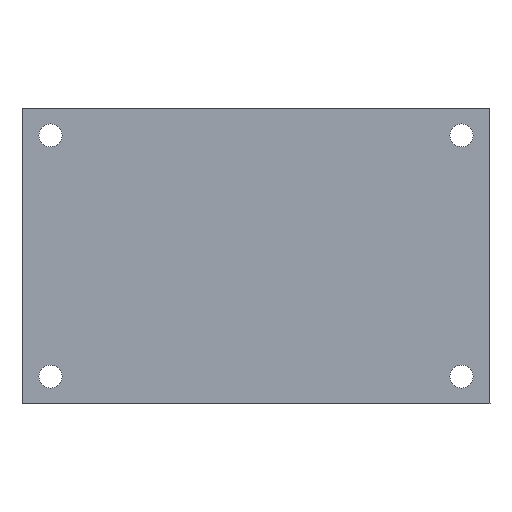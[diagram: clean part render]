
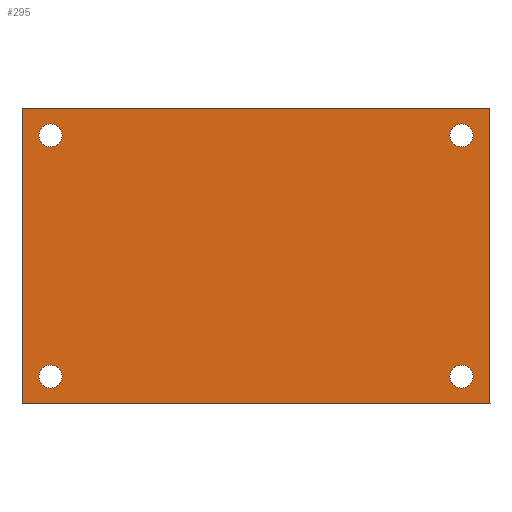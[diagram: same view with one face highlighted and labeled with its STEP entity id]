
A CAD part, top view. The second image highlights one B-rep face of the part: STEP entity #295.
In plain terms, the highlighted planar face has unit normal (0, 0, 1).
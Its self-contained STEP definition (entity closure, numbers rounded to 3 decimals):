
#203=AXIS2_PLACEMENT_3D('Plane Axis2P3D',#200,#201,#202) ;
#225=AXIS2_PLACEMENT_3D('Circle Axis2P3D',#223,#224,$) ;
#234=AXIS2_PLACEMENT_3D('Circle Axis2P3D',#232,#233,$) ;
#243=AXIS2_PLACEMENT_3D('Circle Axis2P3D',#241,#242,$) ;
#252=AXIS2_PLACEMENT_3D('Circle Axis2P3D',#250,#251,$) ;
#261=AXIS2_PLACEMENT_3D('Circle Axis2P3D',#259,#260,$) ;
#270=AXIS2_PLACEMENT_3D('Circle Axis2P3D',#268,#269,$) ;
#279=AXIS2_PLACEMENT_3D('Circle Axis2P3D',#277,#278,$) ;
#288=AXIS2_PLACEMENT_3D('Circle Axis2P3D',#286,#287,$) ;
#51=CARTESIAN_POINT('Vertex',(0.,54.,0.8)) ;
#54=CARTESIAN_POINT('Line Origine',(42.7,54.,0.8)) ;
#58=CARTESIAN_POINT('Vertex',(85.4,54.,0.8)) ;
#185=CARTESIAN_POINT('Vertex',(0.,0.,0.8)) ;
#188=CARTESIAN_POINT('Line Origine',(0.,27.,0.8)) ;
#200=CARTESIAN_POINT('Axis2P3D Location',(42.7,27.,0.8)) ;
#205=CARTESIAN_POINT('Line Origine',(42.7,0.,0.8)) ;
#209=CARTESIAN_POINT('Vertex',(85.4,0.,0.8)) ;
#212=CARTESIAN_POINT('Line Origine',(85.4,27.,0.8)) ;
#223=CARTESIAN_POINT('Axis2P3D Location',(5.2,5.,0.8)) ;
#227=CARTESIAN_POINT('Vertex',(5.2,2.9,0.8)) ;
#229=CARTESIAN_POINT('Vertex',(5.2,7.1,0.8)) ;
#232=CARTESIAN_POINT('Axis2P3D Location',(5.2,5.,0.8)) ;
#241=CARTESIAN_POINT('Axis2P3D Location',(5.2,49.,0.8)) ;
#245=CARTESIAN_POINT('Vertex',(5.2,46.9,0.8)) ;
#247=CARTESIAN_POINT('Vertex',(5.2,51.1,0.8)) ;
#250=CARTESIAN_POINT('Axis2P3D Location',(5.2,49.,0.8)) ;
#259=CARTESIAN_POINT('Axis2P3D Location',(80.2,5.,0.8)) ;
#263=CARTESIAN_POINT('Vertex',(80.2,2.9,0.8)) ;
#265=CARTESIAN_POINT('Vertex',(80.2,7.1,0.8)) ;
#268=CARTESIAN_POINT('Axis2P3D Location',(80.2,5.,0.8)) ;
#277=CARTESIAN_POINT('Axis2P3D Location',(80.2,49.,0.8)) ;
#281=CARTESIAN_POINT('Vertex',(80.2,46.9,0.8)) ;
#283=CARTESIAN_POINT('Vertex',(80.2,51.1,0.8)) ;
#286=CARTESIAN_POINT('Axis2P3D Location',(80.2,49.,0.8)) ;
#55=DIRECTION('Vector Direction',(-1.,0.,0.)) ;
#189=DIRECTION('Vector Direction',(0.,1.,0.)) ;
#201=DIRECTION('Axis2P3D Direction',(0.,0.,1.)) ;
#202=DIRECTION('Axis2P3D XDirection',(0.,-1.,0.)) ;
#206=DIRECTION('Vector Direction',(1.,0.,0.)) ;
#213=DIRECTION('Vector Direction',(0.,-1.,0.)) ;
#224=DIRECTION('Axis2P3D Direction',(0.,0.,1.)) ;
#233=DIRECTION('Axis2P3D Direction',(0.,0.,1.)) ;
#242=DIRECTION('Axis2P3D Direction',(0.,0.,1.)) ;
#251=DIRECTION('Axis2P3D Direction',(0.,0.,1.)) ;
#260=DIRECTION('Axis2P3D Direction',(0.,0.,1.)) ;
#269=DIRECTION('Axis2P3D Direction',(0.,0.,1.)) ;
#278=DIRECTION('Axis2P3D Direction',(0.,0.,1.)) ;
#287=DIRECTION('Axis2P3D Direction',(0.,0.,1.)) ;
#56=VECTOR('Line Direction',#55,1.) ;
#190=VECTOR('Line Direction',#189,1.) ;
#207=VECTOR('Line Direction',#206,1.) ;
#214=VECTOR('Line Direction',#213,1.) ;
#218=ORIENTED_EDGE('',*,*,#60,.T.) ;
#219=ORIENTED_EDGE('',*,*,#192,.T.) ;
#220=ORIENTED_EDGE('',*,*,#211,.T.) ;
#221=ORIENTED_EDGE('',*,*,#216,.T.) ;
#238=ORIENTED_EDGE('',*,*,#231,.F.) ;
#239=ORIENTED_EDGE('',*,*,#236,.F.) ;
#256=ORIENTED_EDGE('',*,*,#249,.F.) ;
#257=ORIENTED_EDGE('',*,*,#254,.F.) ;
#274=ORIENTED_EDGE('',*,*,#267,.F.) ;
#275=ORIENTED_EDGE('',*,*,#272,.F.) ;
#292=ORIENTED_EDGE('',*,*,#285,.F.) ;
#293=ORIENTED_EDGE('',*,*,#290,.F.) ;
#240=FACE_BOUND('',#237,.T.) ;
#258=FACE_BOUND('',#255,.T.) ;
#276=FACE_BOUND('',#273,.T.) ;
#294=FACE_BOUND('',#291,.T.) ;
#295=ADVANCED_FACE('S3D_GEDREHT',(#222,#240,#258,#276,#294),#204,.T.) ;
#226=CIRCLE('generated circle',#225,2.1) ;
#235=CIRCLE('generated circle',#234,2.1) ;
#244=CIRCLE('generated circle',#243,2.1) ;
#253=CIRCLE('generated circle',#252,2.1) ;
#262=CIRCLE('generated circle',#261,2.1) ;
#271=CIRCLE('generated circle',#270,2.1) ;
#280=CIRCLE('generated circle',#279,2.1) ;
#289=CIRCLE('generated circle',#288,2.1) ;
#60=EDGE_CURVE('',#59,#52,#57,.T.) ;
#192=EDGE_CURVE('',#52,#186,#191,.F.) ;
#211=EDGE_CURVE('',#186,#210,#208,.T.) ;
#216=EDGE_CURVE('',#210,#59,#215,.F.) ;
#231=EDGE_CURVE('',#228,#230,#226,.T.) ;
#236=EDGE_CURVE('',#230,#228,#235,.T.) ;
#249=EDGE_CURVE('',#246,#248,#244,.T.) ;
#254=EDGE_CURVE('',#248,#246,#253,.T.) ;
#267=EDGE_CURVE('',#264,#266,#262,.T.) ;
#272=EDGE_CURVE('',#266,#264,#271,.T.) ;
#285=EDGE_CURVE('',#282,#284,#280,.T.) ;
#290=EDGE_CURVE('',#284,#282,#289,.T.) ;
#217=EDGE_LOOP('',(#218,#219,#220,#221)) ;
#237=EDGE_LOOP('',(#238,#239)) ;
#255=EDGE_LOOP('',(#256,#257)) ;
#273=EDGE_LOOP('',(#274,#275)) ;
#291=EDGE_LOOP('',(#292,#293)) ;
#222=FACE_OUTER_BOUND('',#217,.T.) ;
#57=LINE('Line',#54,#56) ;
#191=LINE('Line',#188,#190) ;
#208=LINE('Line',#205,#207) ;
#215=LINE('Line',#212,#214) ;
#204=PLANE('',#203) ;
#52=VERTEX_POINT('',#51) ;
#59=VERTEX_POINT('',#58) ;
#186=VERTEX_POINT('',#185) ;
#210=VERTEX_POINT('',#209) ;
#228=VERTEX_POINT('',#227) ;
#230=VERTEX_POINT('',#229) ;
#246=VERTEX_POINT('',#245) ;
#248=VERTEX_POINT('',#247) ;
#264=VERTEX_POINT('',#263) ;
#266=VERTEX_POINT('',#265) ;
#282=VERTEX_POINT('',#281) ;
#284=VERTEX_POINT('',#283) ;
